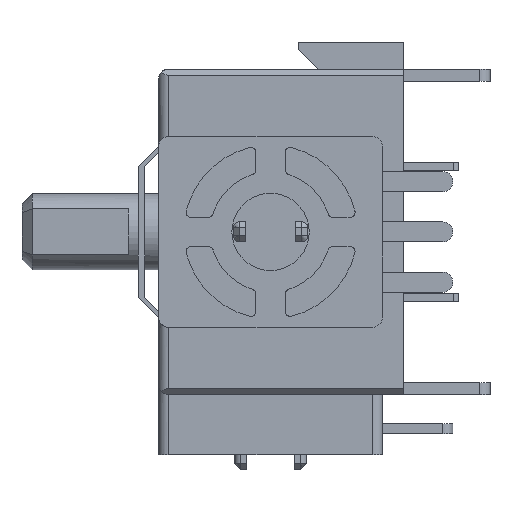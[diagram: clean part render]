
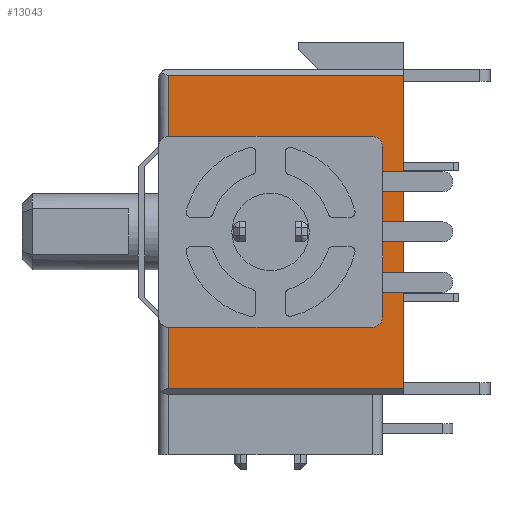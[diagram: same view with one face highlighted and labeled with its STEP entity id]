
A CAD part, left-side view. The second image highlights one B-rep face of the part: STEP entity #13043.
In plain terms, the highlighted planar face has unit normal (-1, 0, 0).
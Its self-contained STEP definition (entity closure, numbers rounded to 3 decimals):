
#189 = DIRECTION ( 'NONE',  ( 0., -1., 0. ) ) ;
#190 = VECTOR ( 'NONE', #189, 1000. ) ;
#191 = CARTESIAN_POINT ( 'NONE',  ( -8.1, 12.2, -7.8 ) ) ;
#192 = LINE ( 'NONE', #191, #190 ) ;
#193 = CARTESIAN_POINT ( 'NONE',  ( -8.1, 11.7, -7.8 ) ) ;
#214 = CARTESIAN_POINT ( 'NONE',  ( -8.1, 12.2, 7.8 ) ) ;
#215 = LINE ( 'NONE', #214, #271 ) ;
#216 = DIRECTION ( 'NONE',  ( 0., 0., -1. ) ) ;
#217 = DIRECTION ( 'NONE',  ( 1., 0., 0. ) ) ;
#218 = CARTESIAN_POINT ( 'NONE',  ( -8.1, 12.2, -8.1 ) ) ;
#219 = AXIS2_PLACEMENT_3D ( 'NONE', #218, #217, #216 ) ;
#220 = PLANE ( 'NONE',  #219 ) ;
#235 = FACE_OUTER_BOUND ( 'NONE', #13044, .T. ) ;
#254 = DIRECTION ( 'NONE',  ( 0., 0., 1. ) ) ;
#255 = DIRECTION ( 'NONE',  ( -1., 0., 0. ) ) ;
#256 = CARTESIAN_POINT ( 'NONE',  ( -8.1, 1.55, 4.25 ) ) ;
#257 = AXIS2_PLACEMENT_3D ( 'NONE', #256, #255, #254 ) ;
#258 = CIRCLE ( 'NONE', #257, 0.5 ) ;
#259 = CARTESIAN_POINT ( 'NONE',  ( -8.1, 1.55, 4.75 ) ) ;
#260 = DIRECTION ( 'NONE',  ( 0., 1., 0. ) ) ;
#261 = VECTOR ( 'NONE', #260, 1000. ) ;
#262 = CARTESIAN_POINT ( 'NONE',  ( -8.1, 11.7, 4.75 ) ) ;
#263 = LINE ( 'NONE', #262, #261 ) ;
#264 = CARTESIAN_POINT ( 'NONE',  ( -8.1, 11.7, 4.75 ) ) ;
#265 = DIRECTION ( 'NONE',  ( 0., 0., -1. ) ) ;
#266 = VECTOR ( 'NONE', #265, 1000. ) ;
#267 = CARTESIAN_POINT ( 'NONE',  ( -8.1, 11.7, 4.25 ) ) ;
#268 = LINE ( 'NONE', #267, #266 ) ;
#269 = CARTESIAN_POINT ( 'NONE',  ( -8.1, 11.7, 7.8 ) ) ;
#270 = DIRECTION ( 'NONE',  ( 0., 1., 0. ) ) ;
#271 = VECTOR ( 'NONE', #270, 1000. ) ;
#356 = DIRECTION ( 'NONE',  ( 0., 0., 1. ) ) ;
#357 = DIRECTION ( 'NONE',  ( -1., 0., 0. ) ) ;
#358 = CARTESIAN_POINT ( 'NONE',  ( -8.1, 1.55, -4.25 ) ) ;
#359 = AXIS2_PLACEMENT_3D ( 'NONE', #358, #357, #356 ) ;
#360 = CIRCLE ( 'NONE', #359, 0.5 ) ;
#404 = DIRECTION ( 'NONE',  ( 0., 0., -1. ) ) ;
#405 = VECTOR ( 'NONE', #404, 1000. ) ;
#406 = CARTESIAN_POINT ( 'NONE',  ( -8.1, 11.7, -7.8 ) ) ;
#407 = LINE ( 'NONE', #406, #405 ) ;
#408 = CARTESIAN_POINT ( 'NONE',  ( -8.1, 11.7, -4.75 ) ) ;
#409 = DIRECTION ( 'NONE',  ( 0., -1., 0. ) ) ;
#410 = VECTOR ( 'NONE', #409, 1000. ) ;
#411 = CARTESIAN_POINT ( 'NONE',  ( -8.1, 11.7, -4.75 ) ) ;
#412 = LINE ( 'NONE', #411, #410 ) ;
#413 = CARTESIAN_POINT ( 'NONE',  ( -8.1, 1.55, -4.75 ) ) ;
#11954 = CARTESIAN_POINT ( 'NONE',  ( -8.1, 0., 7.8 ) ) ;
#11955 = CARTESIAN_POINT ( 'NONE',  ( -8.1, 0., -7.8 ) ) ;
#11956 = DIRECTION ( 'NONE',  ( 0., 0., 1. ) ) ;
#11957 = VECTOR ( 'NONE', #11956, 1000. ) ;
#11958 = CARTESIAN_POINT ( 'NONE',  ( -8.1, 0., -8.1 ) ) ;
#11959 = LINE ( 'NONE', #11958, #11957 ) ;
#12254 = VERTEX_POINT ( 'NONE', #16975 ) ;
#12258 = VERTEX_POINT ( 'NONE', #16970 ) ;
#12267 = EDGE_CURVE ( 'NONE', #12254, #12258, #17019, .T. ) ;
#13036 = VERTEX_POINT ( 'NONE', #193 ) ;
#13037 = ORIENTED_EDGE ( 'NONE', *, *, #13038, .T. ) ;
#13038 = EDGE_CURVE ( 'NONE', #13036, #16758, #192, .T. ) ;
#13039 = ORIENTED_EDGE ( 'NONE', *, *, #16757, .T. ) ;
#13043 = ADVANCED_FACE ( 'NONE', ( #235 ), #220, .F. ) ;
#13044 = EDGE_LOOP ( 'NONE', ( #13045, #13048, #13051, #13054, #13114, #13115, #13118, #13121, #13037, #13039 ) ) ;
#13045 = ORIENTED_EDGE ( 'NONE', *, *, #13046, .T. ) ;
#13046 = EDGE_CURVE ( 'NONE', #16759, #13047, #215, .T. ) ;
#13047 = VERTEX_POINT ( 'NONE', #269 ) ;
#13048 = ORIENTED_EDGE ( 'NONE', *, *, #13049, .T. ) ;
#13049 = EDGE_CURVE ( 'NONE', #13047, #13050, #268, .T. ) ;
#13050 = VERTEX_POINT ( 'NONE', #264 ) ;
#13051 = ORIENTED_EDGE ( 'NONE', *, *, #13052, .F. ) ;
#13052 = EDGE_CURVE ( 'NONE', #13053, #13050, #263, .T. ) ;
#13053 = VERTEX_POINT ( 'NONE', #259 ) ;
#13054 = ORIENTED_EDGE ( 'NONE', *, *, #13055, .F. ) ;
#13055 = EDGE_CURVE ( 'NONE', #12258, #13053, #258, .T. ) ;
#13114 = ORIENTED_EDGE ( 'NONE', *, *, #12267, .F. ) ;
#13115 = ORIENTED_EDGE ( 'NONE', *, *, #13116, .F. ) ;
#13116 = EDGE_CURVE ( 'NONE', #13117, #12254, #360, .T. ) ;
#13117 = VERTEX_POINT ( 'NONE', #413 ) ;
#13118 = ORIENTED_EDGE ( 'NONE', *, *, #13119, .F. ) ;
#13119 = EDGE_CURVE ( 'NONE', #13120, #13117, #412, .T. ) ;
#13120 = VERTEX_POINT ( 'NONE', #408 ) ;
#13121 = ORIENTED_EDGE ( 'NONE', *, *, #13122, .T. ) ;
#13122 = EDGE_CURVE ( 'NONE', #13120, #13036, #407, .T. ) ;
#16757 = EDGE_CURVE ( 'NONE', #16758, #16759, #11959, .T. ) ;
#16758 = VERTEX_POINT ( 'NONE', #11955 ) ;
#16759 = VERTEX_POINT ( 'NONE', #11954 ) ;
#16970 = CARTESIAN_POINT ( 'NONE',  ( -8.1, 1.05, 4.25 ) ) ;
#16975 = CARTESIAN_POINT ( 'NONE',  ( -8.1, 1.05, -4.25 ) ) ;
#17016 = DIRECTION ( 'NONE',  ( 0., 0., 1. ) ) ;
#17017 = VECTOR ( 'NONE', #17016, 1000. ) ;
#17018 = CARTESIAN_POINT ( 'NONE',  ( -8.1, 1.05, -4.25 ) ) ;
#17019 = LINE ( 'NONE', #17018, #17017 ) ;
